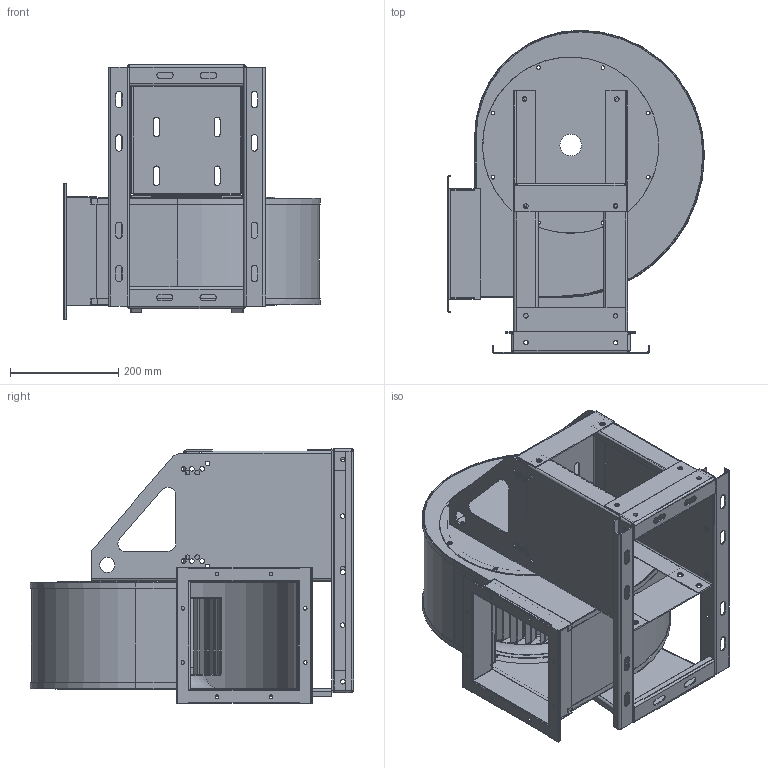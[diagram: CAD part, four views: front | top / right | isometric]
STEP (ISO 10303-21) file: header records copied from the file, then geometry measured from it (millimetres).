
FILE_DESCRIPTION(('STEP AP203'), '1');
FILE_NAME('ÂÐ 280-46-2.8', '', ('UNSPECIFIED'), ('UNSPECIFIED'), 'ASCON STEP Converter 1.3', 'ASCON Math Kernel', '');
FILE_SCHEMA(('CONFIG_CONTROL_DESIGN'));
Length unit declared in the file: millimetre
Products named in the file (1): 覆 280-46-2.8
Bounding box: 474 x 596.6 x 470.3 mm (x, y, z)
Volume: 2183694.6 mm3; surface area: 2820940.4 mm2
Topology: 3 solids, 3 shells, 2906 faces, 8765 edges, 5328 vertices
Faces by surface type: plane 2252, cylinder 652, torus 2
Full cylindrical faces by diameter (mm): 5 x8, 6.5 x24, 8.5 x53, 9.3 x20, 11.3 x20, 28 x2, 40 x1, 81 x1, 215.04 x1, 220 x1, 222.4 x1, 224 x1, 283.36 x2, 296.8 x2, 325 x1
Entity records: 120215 total; most frequent: CARTESIAN_POINT 17432, ORIENTED_EDGE 17250, DIRECTION 15678, EDGE_CURVE 8625, LINE 7058, VECTOR 7058, VERTEX_POINT 5328, AXIS2_PLACEMENT_3D 4310
